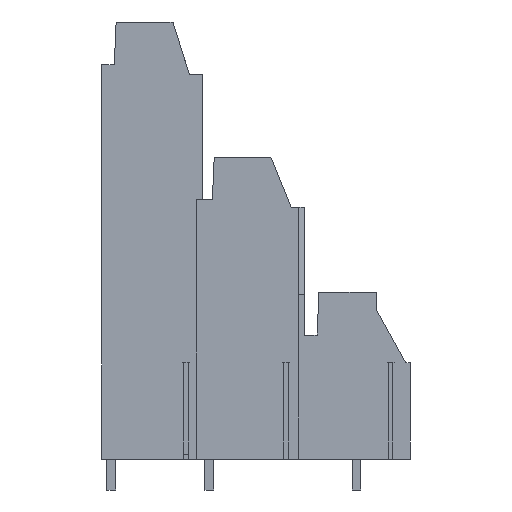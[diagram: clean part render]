
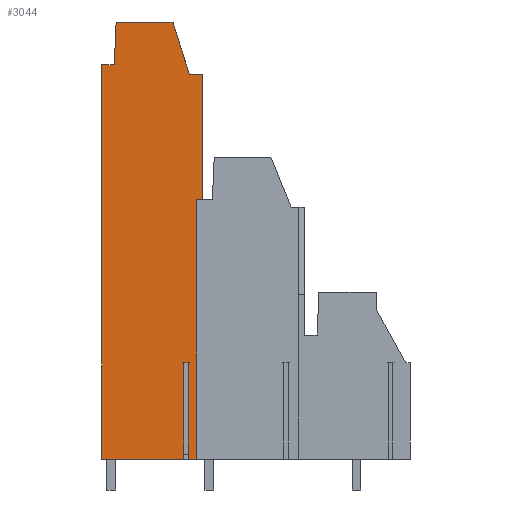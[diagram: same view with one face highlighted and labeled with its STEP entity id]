
A CAD part, left-side view. The second image highlights one B-rep face of the part: STEP entity #3044.
In plain terms, the highlighted planar face has unit normal (-1, 0, 0).
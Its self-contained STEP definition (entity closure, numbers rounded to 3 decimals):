
#2960=AXIS2_PLACEMENT_3D('Plane Axis2P3D',#2957,#2958,#2959) ;
#2052=CARTESIAN_POINT('Vertex',(2.54,22.131,3.2)) ;
#2055=CARTESIAN_POINT('Line Origine',(2.54,22.578,3.2)) ;
#2059=CARTESIAN_POINT('Vertex',(2.54,23.025,3.2)) ;
#2108=CARTESIAN_POINT('Vertex',(2.54,23.475,3.2)) ;
#2111=CARTESIAN_POINT('Line Origine',(2.54,27.738,3.2)) ;
#2115=CARTESIAN_POINT('Vertex',(2.54,32.,3.2)) ;
#2914=CARTESIAN_POINT('Vertex',(2.54,23.025,13.2)) ;
#2917=CARTESIAN_POINT('Line Origine',(2.54,23.25,13.2)) ;
#2921=CARTESIAN_POINT('Vertex',(2.54,23.475,13.2)) ;
#2945=CARTESIAN_POINT('Line Origine',(2.54,23.025,8.2)) ;
#2957=CARTESIAN_POINT('Axis2P3D Location',(2.54,21.84,31.2)) ;
#2962=CARTESIAN_POINT('Line Origine',(2.54,22.131,16.625)) ;
#2966=CARTESIAN_POINT('Vertex',(2.54,22.131,30.05)) ;
#2969=CARTESIAN_POINT('Line Origine',(2.54,21.811,30.05)) ;
#2973=CARTESIAN_POINT('Vertex',(2.54,21.49,30.05)) ;
#2976=CARTESIAN_POINT('Line Origine',(2.54,21.49,36.525)) ;
#2980=CARTESIAN_POINT('Vertex',(2.54,21.49,43.)) ;
#2983=CARTESIAN_POINT('Line Origine',(2.54,22.194,43.)) ;
#2987=CARTESIAN_POINT('Vertex',(2.54,22.898,43.)) ;
#2990=CARTESIAN_POINT('Line Origine',(2.54,23.745,45.735)) ;
#2994=CARTESIAN_POINT('Vertex',(2.54,24.592,48.47)) ;
#2997=CARTESIAN_POINT('Line Origine',(2.54,27.54,48.47)) ;
#3001=CARTESIAN_POINT('Vertex',(2.54,30.488,48.47)) ;
#3004=CARTESIAN_POINT('Line Origine',(2.54,30.584,46.26)) ;
#3008=CARTESIAN_POINT('Vertex',(2.54,30.681,44.05)) ;
#3011=CARTESIAN_POINT('Line Origine',(2.54,31.34,44.05)) ;
#3015=CARTESIAN_POINT('Vertex',(2.54,32.,44.05)) ;
#3018=CARTESIAN_POINT('Line Origine',(2.54,32.,23.625)) ;
#3023=CARTESIAN_POINT('Line Origine',(2.54,23.475,8.2)) ;
#2056=DIRECTION('Vector Direction',(0.,1.,0.)) ;
#2112=DIRECTION('Vector Direction',(0.,1.,0.)) ;
#2918=DIRECTION('Vector Direction',(0.,-1.,0.)) ;
#2946=DIRECTION('Vector Direction',(0.,0.,1.)) ;
#2958=DIRECTION('Axis2P3D Direction',(1.,0.,0.)) ;
#2959=DIRECTION('Axis2P3D XDirection',(0.,1.,0.)) ;
#2963=DIRECTION('Vector Direction',(0.,0.,-1.)) ;
#2970=DIRECTION('Vector Direction',(0.,1.,0.)) ;
#2977=DIRECTION('Vector Direction',(0.,0.,1.)) ;
#2984=DIRECTION('Vector Direction',(0.,-1.,0.)) ;
#2991=DIRECTION('Vector Direction',(0.,-0.296,-0.955)) ;
#2998=DIRECTION('Vector Direction',(0.,1.,0.)) ;
#3005=DIRECTION('Vector Direction',(0.,-0.044,0.999)) ;
#3012=DIRECTION('Vector Direction',(0.,-1.,0.)) ;
#3019=DIRECTION('Vector Direction',(0.,0.,1.)) ;
#3024=DIRECTION('Vector Direction',(0.,0.,1.)) ;
#2057=VECTOR('Line Direction',#2056,1.) ;
#2113=VECTOR('Line Direction',#2112,1.) ;
#2919=VECTOR('Line Direction',#2918,1.) ;
#2947=VECTOR('Line Direction',#2946,1.) ;
#2964=VECTOR('Line Direction',#2963,1.) ;
#2971=VECTOR('Line Direction',#2970,1.) ;
#2978=VECTOR('Line Direction',#2977,1.) ;
#2985=VECTOR('Line Direction',#2984,1.) ;
#2992=VECTOR('Line Direction',#2991,1.) ;
#2999=VECTOR('Line Direction',#2998,1.) ;
#3006=VECTOR('Line Direction',#3005,1.) ;
#3013=VECTOR('Line Direction',#3012,1.) ;
#3020=VECTOR('Line Direction',#3019,1.) ;
#3025=VECTOR('Line Direction',#3024,1.) ;
#3029=ORIENTED_EDGE('',*,*,#2968,.F.) ;
#3030=ORIENTED_EDGE('',*,*,#2975,.F.) ;
#3031=ORIENTED_EDGE('',*,*,#2982,.T.) ;
#3032=ORIENTED_EDGE('',*,*,#2989,.F.) ;
#3033=ORIENTED_EDGE('',*,*,#2996,.F.) ;
#3034=ORIENTED_EDGE('',*,*,#3003,.T.) ;
#3035=ORIENTED_EDGE('',*,*,#3010,.F.) ;
#3036=ORIENTED_EDGE('',*,*,#3017,.F.) ;
#3037=ORIENTED_EDGE('',*,*,#3022,.F.) ;
#3038=ORIENTED_EDGE('',*,*,#2117,.F.) ;
#3039=ORIENTED_EDGE('',*,*,#3027,.T.) ;
#3040=ORIENTED_EDGE('',*,*,#2923,.T.) ;
#3041=ORIENTED_EDGE('',*,*,#2949,.F.) ;
#3042=ORIENTED_EDGE('',*,*,#2061,.F.) ;
#3044=ADVANCED_FACE('housing',(#3043),#2961,.F.) ;
#2061=EDGE_CURVE('',#2053,#2060,#2058,.T.) ;
#2117=EDGE_CURVE('',#2109,#2116,#2114,.T.) ;
#2923=EDGE_CURVE('',#2922,#2915,#2920,.T.) ;
#2949=EDGE_CURVE('',#2060,#2915,#2948,.T.) ;
#2968=EDGE_CURVE('',#2967,#2053,#2965,.T.) ;
#2975=EDGE_CURVE('',#2974,#2967,#2972,.T.) ;
#2982=EDGE_CURVE('',#2974,#2981,#2979,.T.) ;
#2989=EDGE_CURVE('',#2988,#2981,#2986,.T.) ;
#2996=EDGE_CURVE('',#2995,#2988,#2993,.T.) ;
#3003=EDGE_CURVE('',#2995,#3002,#3000,.T.) ;
#3010=EDGE_CURVE('',#3009,#3002,#3007,.T.) ;
#3017=EDGE_CURVE('',#3016,#3009,#3014,.T.) ;
#3022=EDGE_CURVE('',#2116,#3016,#3021,.T.) ;
#3027=EDGE_CURVE('',#2109,#2922,#3026,.T.) ;
#3028=EDGE_LOOP('',(#3029,#3030,#3031,#3032,#3033,#3034,#3035,#3036,#3037,#3038,#3039,#3040,#3041,#3042)) ;
#3043=FACE_OUTER_BOUND('',#3028,.T.) ;
#2058=LINE('Line',#2055,#2057) ;
#2114=LINE('Line',#2111,#2113) ;
#2920=LINE('Line',#2917,#2919) ;
#2948=LINE('Line',#2945,#2947) ;
#2965=LINE('Line',#2962,#2964) ;
#2972=LINE('Line',#2969,#2971) ;
#2979=LINE('Line',#2976,#2978) ;
#2986=LINE('Line',#2983,#2985) ;
#2993=LINE('Line',#2990,#2992) ;
#3000=LINE('Line',#2997,#2999) ;
#3007=LINE('Line',#3004,#3006) ;
#3014=LINE('Line',#3011,#3013) ;
#3021=LINE('Line',#3018,#3020) ;
#3026=LINE('Line',#3023,#3025) ;
#2961=PLANE('',#2960) ;
#2053=VERTEX_POINT('',#2052) ;
#2060=VERTEX_POINT('',#2059) ;
#2109=VERTEX_POINT('',#2108) ;
#2116=VERTEX_POINT('',#2115) ;
#2915=VERTEX_POINT('',#2914) ;
#2922=VERTEX_POINT('',#2921) ;
#2967=VERTEX_POINT('',#2966) ;
#2974=VERTEX_POINT('',#2973) ;
#2981=VERTEX_POINT('',#2980) ;
#2988=VERTEX_POINT('',#2987) ;
#2995=VERTEX_POINT('',#2994) ;
#3002=VERTEX_POINT('',#3001) ;
#3009=VERTEX_POINT('',#3008) ;
#3016=VERTEX_POINT('',#3015) ;
